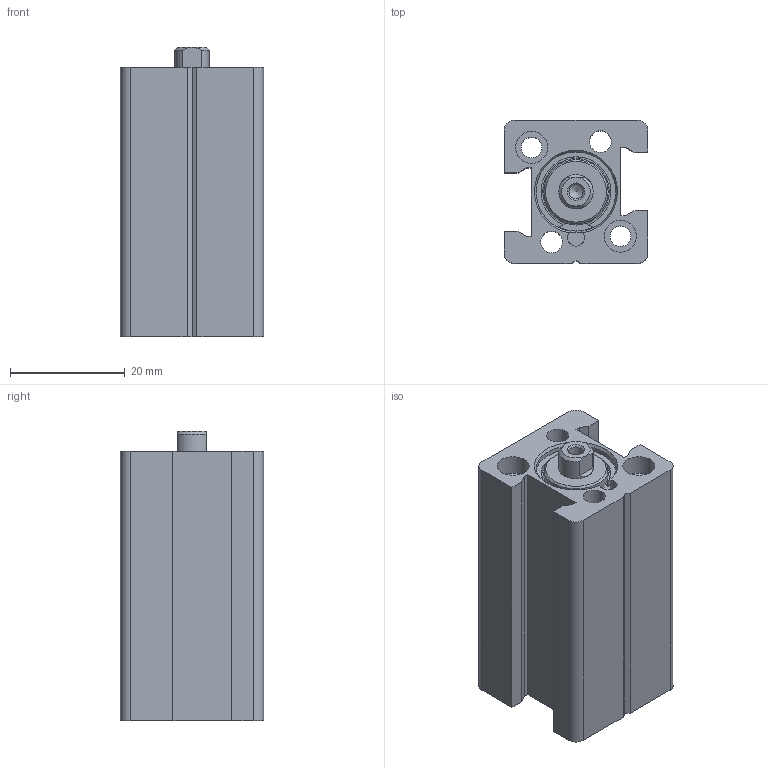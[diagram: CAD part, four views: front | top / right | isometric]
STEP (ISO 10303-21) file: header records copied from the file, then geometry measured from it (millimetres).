
FILE_DESCRIPTION((''),'2;1');
FILE_NAME('FDR012.030.GS.F.stp','2014-06-17T08:06:10',('carlo.corazza'),(''),'Autodesk Inventor 2012','Autodesk Inventor 2012','');
FILE_SCHEMA(('AUTOMOTIVE_DESIGN { 1 0 10303 214 1 1 1 1 }'));
Length unit declared in the file: millimetre
Products named in the file (4): FDR012..GS.F; CORPO-030; STELO-030; TA
Assembly tree (3 placements, depth 2):
  FDR012..GS.F
    CORPO-030
    STELO-030
    TA
Bounding box: 25 x 25 x 50.5 mm (x, y, z)
Volume: 17997.1 mm3; surface area: 12399.8 mm2
Topology: 4 solids, 4 shells, 111 faces, 255 edges, 161 vertices
Faces by surface type: plane 55, cylinder 32, cone 15, torus 5, revolution 4
Full cylindrical faces by diameter (mm): 1 x2, 2.459 x2, 3.6 x2, 3.8 x2, 4.134 x2, 4.5 x1, 5.6 x4, 6 x2, 9.35 x1, 11.2 x1, 12 x1, 13.7 x2
Entity records: 3260 total; most frequent: CARTESIAN_POINT 609, DIRECTION 533, ORIENTED_EDGE 412, AXIS2_PLACEMENT_3D 218, EDGE_CURVE 206, EDGE_LOOP 176, VERTEX_POINT 151, FACE_OUTER_BOUND 111
